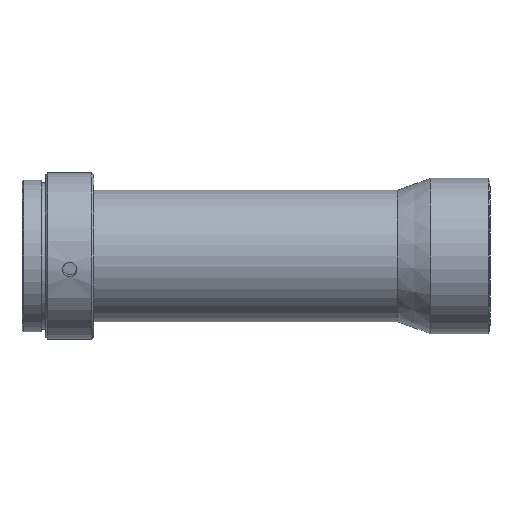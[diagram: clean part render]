
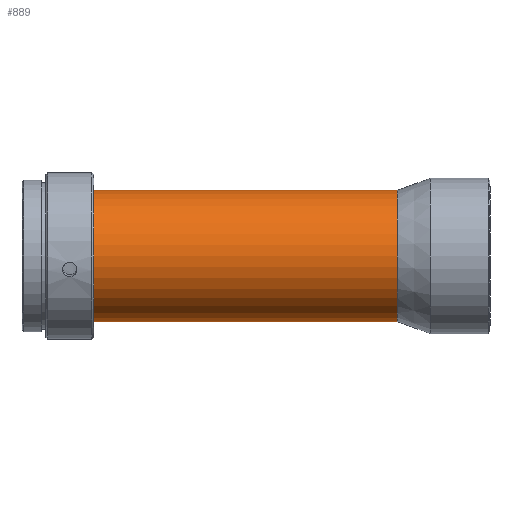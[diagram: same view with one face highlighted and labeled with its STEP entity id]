
A CAD part, front view. The second image highlights one B-rep face of the part: STEP entity #889.
In plain terms, the highlighted cylindrical face has radius 11 mm (diameter 22 mm), a partial arc.
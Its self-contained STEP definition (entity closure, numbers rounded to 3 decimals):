
#200 = LINE ( 'NONE', #1953, #3079 ) ;
#238 = CIRCLE ( 'NONE', #702, 11. ) ;
#249 = CARTESIAN_POINT ( 'NONE',  ( -38.29, 0., -11. ) ) ;
#395 = VERTEX_POINT ( 'NONE', #2972 ) ;
#421 = EDGE_CURVE ( 'NONE', #395, #2755, #238, .T. ) ;
#422 = EDGE_CURVE ( 'NONE', #1390, #2796, #2678, .T. ) ;
#439 = CARTESIAN_POINT ( 'NONE',  ( -12.692, 0., -11. ) ) ;
#475 = DIRECTION ( 'NONE',  ( -1., 0., 0. ) ) ;
#479 = VERTEX_POINT ( 'NONE', #1707 ) ;
#538 = CARTESIAN_POINT ( 'NONE',  ( 12.905, 0., 0. ) ) ;
#655 = CARTESIAN_POINT ( 'NONE',  ( 12.905, 0., -11. ) ) ;
#702 = AXIS2_PLACEMENT_3D ( 'NONE', #538, #832, #2468 ) ;
#729 = EDGE_CURVE ( 'NONE', #3267, #2940, #3422, .T. ) ;
#773 = VECTOR ( 'NONE', #2371, 1000. ) ;
#789 = DIRECTION ( 'NONE',  ( 1., 0., 0. ) ) ;
#832 = DIRECTION ( 'NONE',  ( 1., 0., 0. ) ) ;
#889 = ADVANCED_FACE ( 'NONE', ( #2253 ), #1624, .T. ) ;
#890 = VECTOR ( 'NONE', #2713, 1000. ) ;
#1007 = ORIENTED_EDGE ( 'NONE', *, *, #1327, .F. ) ;
#1053 = CIRCLE ( 'NONE', #2135, 11. ) ;
#1113 = CARTESIAN_POINT ( 'NONE',  ( 12.905, 0., 11. ) ) ;
#1207 = VECTOR ( 'NONE', #789, 1000. ) ;
#1258 = ORIENTED_EDGE ( 'NONE', *, *, #2376, .F. ) ;
#1319 = CARTESIAN_POINT ( 'NONE',  ( -19., 0., -11. ) ) ;
#1327 = EDGE_CURVE ( 'NONE', #479, #3267, #3502, .T. ) ;
#1390 = VERTEX_POINT ( 'NONE', #1532 ) ;
#1528 = ORIENTED_EDGE ( 'NONE', *, *, #2489, .F. ) ;
#1532 = CARTESIAN_POINT ( 'NONE',  ( -19., 0., 11. ) ) ;
#1556 = ORIENTED_EDGE ( 'NONE', *, *, #3356, .F. ) ;
#1624 = CYLINDRICAL_SURFACE ( 'NONE', #2263, 11. ) ;
#1673 = DIRECTION ( 'NONE',  ( -1., 0., 0. ) ) ;
#1707 = CARTESIAN_POINT ( 'NONE',  ( 3., 0., -11. ) ) ;
#1720 = DIRECTION ( 'NONE',  ( -1., 0., 0. ) ) ;
#1862 = DIRECTION ( 'NONE',  ( 0., 0.987, 0.163 ) ) ;
#1902 = CARTESIAN_POINT ( 'NONE',  ( -12.692, 0., 11. ) ) ;
#1911 = CARTESIAN_POINT ( 'NONE',  ( -38.29, 0., 0. ) ) ;
#1953 = CARTESIAN_POINT ( 'NONE',  ( 12.905, 0., -11. ) ) ;
#2010 = CARTESIAN_POINT ( 'NONE',  ( 12.905, 0., -11. ) ) ;
#2055 = LINE ( 'NONE', #2406, #890 ) ;
#2105 = CARTESIAN_POINT ( 'NONE',  ( 3., 0., 11. ) ) ;
#2135 = AXIS2_PLACEMENT_3D ( 'NONE', #1911, #2732, #1862 ) ;
#2204 = DIRECTION ( 'NONE',  ( -1., 0., 0. ) ) ;
#2253 = FACE_OUTER_BOUND ( 'NONE', #2916, .T. ) ;
#2263 = AXIS2_PLACEMENT_3D ( 'NONE', #2906, #475, #3453 ) ;
#2371 = DIRECTION ( 'NONE',  ( -1., 0., 0. ) ) ;
#2376 = EDGE_CURVE ( 'NONE', #1390, #3311, #3374, .T. ) ;
#2406 = CARTESIAN_POINT ( 'NONE',  ( 12.905, 0., 11. ) ) ;
#2430 = VECTOR ( 'NONE', #1673, 1000. ) ;
#2468 = DIRECTION ( 'NONE',  ( 0., -1., 0. ) ) ;
#2489 = EDGE_CURVE ( 'NONE', #2755, #479, #200, .T. ) ;
#2589 = ORIENTED_EDGE ( 'NONE', *, *, #422, .T. ) ;
#2678 = LINE ( 'NONE', #1113, #2430 ) ;
#2713 = DIRECTION ( 'NONE',  ( -1., 0., 0. ) ) ;
#2732 = DIRECTION ( 'NONE',  ( -1., 0., 0. ) ) ;
#2755 = VERTEX_POINT ( 'NONE', #655 ) ;
#2796 = VERTEX_POINT ( 'NONE', #3461 ) ;
#2906 = CARTESIAN_POINT ( 'NONE',  ( 12.905, 0., 0. ) ) ;
#2916 = EDGE_LOOP ( 'NONE', ( #1528, #3060, #3175, #1258, #2589, #1556, #3192, #1007 ) ) ;
#2940 = VERTEX_POINT ( 'NONE', #249 ) ;
#2972 = CARTESIAN_POINT ( 'NONE',  ( 12.905, 0., 11. ) ) ;
#3001 = EDGE_CURVE ( 'NONE', #395, #3311, #2055, .T. ) ;
#3060 = ORIENTED_EDGE ( 'NONE', *, *, #421, .F. ) ;
#3079 = VECTOR ( 'NONE', #2204, 1000. ) ;
#3175 = ORIENTED_EDGE ( 'NONE', *, *, #3001, .T. ) ;
#3192 = ORIENTED_EDGE ( 'NONE', *, *, #729, .F. ) ;
#3267 = VERTEX_POINT ( 'NONE', #1319 ) ;
#3311 = VERTEX_POINT ( 'NONE', #2105 ) ;
#3356 = EDGE_CURVE ( 'NONE', #2940, #2796, #1053, .T. ) ;
#3374 = LINE ( 'NONE', #1902, #1207 ) ;
#3422 = LINE ( 'NONE', #2010, #3496 ) ;
#3453 = DIRECTION ( 'NONE',  ( 0., 0., 1. ) ) ;
#3461 = CARTESIAN_POINT ( 'NONE',  ( -38.29, 0., 11. ) ) ;
#3496 = VECTOR ( 'NONE', #1720, 1000. ) ;
#3502 = LINE ( 'NONE', #439, #773 ) ;
